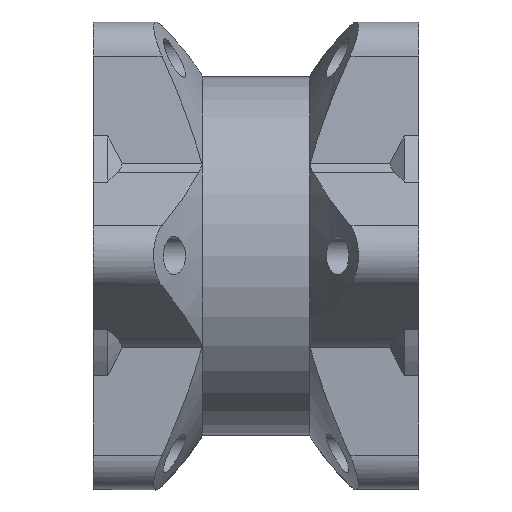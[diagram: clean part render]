
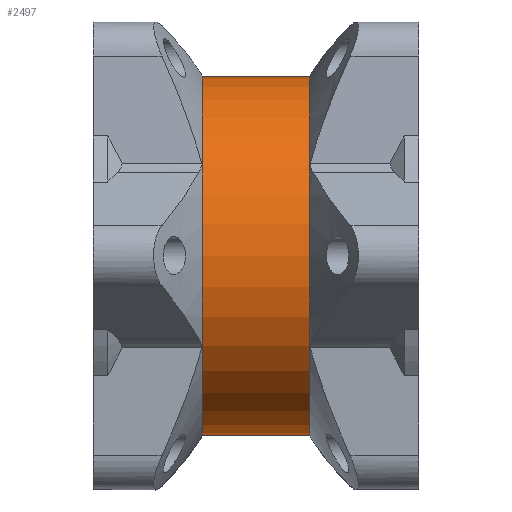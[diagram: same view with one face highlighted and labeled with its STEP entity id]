
A CAD part, top view. The second image highlights one B-rep face of the part: STEP entity #2497.
In plain terms, the highlighted cylindrical face has radius 29.9 mm (diameter 59.8 mm), a full revolution.
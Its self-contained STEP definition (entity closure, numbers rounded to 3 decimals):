
#105=CIRCLE('',#2680,29.9);
#106=CIRCLE('',#2681,29.9);
#107=CIRCLE('',#2683,29.9);
#108=CIRCLE('',#2684,29.9);
#247=CYLINDRICAL_SURFACE('',#2682,29.9);
#313=FACE_OUTER_BOUND('',#456,.T.);
#456=EDGE_LOOP('',(#1809,#1810,#1811,#1812,#1813,#1814));
#627=LINE('',#4204,#796);
#796=VECTOR('',#3011,29.9);
#1066=VERTEX_POINT('',#3900);
#1067=VERTEX_POINT('',#3902);
#1094=VERTEX_POINT('',#4203);
#1095=VERTEX_POINT('',#4205);
#1350=EDGE_CURVE('',#1067,#1066,#105,.T.);
#1351=EDGE_CURVE('',#1066,#1067,#106,.T.);
#1380=EDGE_CURVE('',#1067,#1094,#627,.T.);
#1381=EDGE_CURVE('',#1095,#1094,#107,.T.);
#1382=EDGE_CURVE('',#1094,#1095,#108,.T.);
#1809=ORIENTED_EDGE('',*,*,#1351,.T.);
#1810=ORIENTED_EDGE('',*,*,#1380,.T.);
#1811=ORIENTED_EDGE('',*,*,#1381,.F.);
#1812=ORIENTED_EDGE('',*,*,#1382,.F.);
#1813=ORIENTED_EDGE('',*,*,#1380,.F.);
#1814=ORIENTED_EDGE('',*,*,#1350,.T.);
#2497=ADVANCED_FACE('',(#313),#247,.T.);
#2680=AXIS2_PLACEMENT_3D('',#3903,#3005,#3006);
#2681=AXIS2_PLACEMENT_3D('',#3904,#3007,#3008);
#2682=AXIS2_PLACEMENT_3D('',#4202,#3009,#3010);
#2683=AXIS2_PLACEMENT_3D('',#4206,#3012,#3013);
#2684=AXIS2_PLACEMENT_3D('',#4207,#3014,#3015);
#3005=DIRECTION('center_axis',(-1.,0.,0.));
#3006=DIRECTION('ref_axis',(0.,0.866,0.5));
#3007=DIRECTION('center_axis',(-1.,0.,0.));
#3008=DIRECTION('ref_axis',(0.,0.866,0.5));
#3009=DIRECTION('center_axis',(1.,0.,0.));
#3010=DIRECTION('ref_axis',(0.,-1.,0.));
#3011=DIRECTION('',(-1.,0.,0.));
#3012=DIRECTION('center_axis',(-1.,0.,0.));
#3013=DIRECTION('ref_axis',(0.,0.866,0.5));
#3014=DIRECTION('center_axis',(-1.,0.,0.));
#3015=DIRECTION('ref_axis',(0.,0.866,0.5));
#3900=CARTESIAN_POINT('',(9.097,0.,-29.9));
#3902=CARTESIAN_POINT('',(9.097,29.9,0.));
#3903=CARTESIAN_POINT('Origin',(9.097,0.,0.));
#3904=CARTESIAN_POINT('Origin',(9.097,0.,0.));
#4202=CARTESIAN_POINT('Origin',(-26.85,0.,0.));
#4203=CARTESIAN_POINT('',(-8.709,29.9,0.));
#4204=CARTESIAN_POINT('',(-26.85,29.9,0.));
#4205=CARTESIAN_POINT('',(-8.709,0.,-29.9));
#4206=CARTESIAN_POINT('Origin',(-8.709,0.,
0.));
#4207=CARTESIAN_POINT('Origin',(-8.709,0.,
0.));
